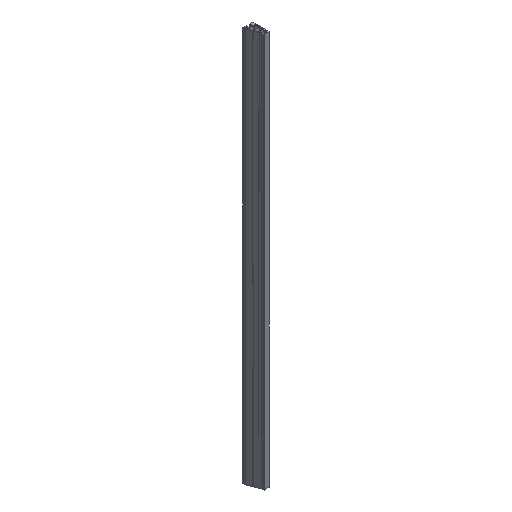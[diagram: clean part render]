
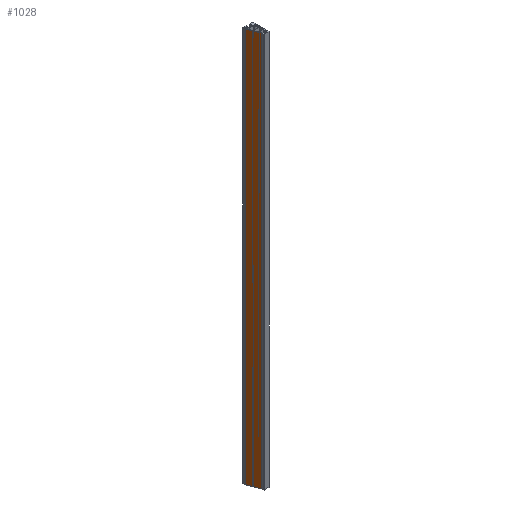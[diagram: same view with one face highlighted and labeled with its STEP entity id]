
A CAD part, isometric view. The second image highlights one B-rep face of the part: STEP entity #1028.
In plain terms, the highlighted planar face has unit normal (-0.934, -0.358, 0).
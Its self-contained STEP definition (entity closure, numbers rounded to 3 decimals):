
#14 = VERTEX_POINT ( 'NONE', #1083 ) ;
#96 = CARTESIAN_POINT ( 'NONE',  ( -15., -7.26, 0. ) ) ;
#141 = LINE ( 'NONE', #255, #1638 ) ;
#213 = VECTOR ( 'NONE', #397, 1000. ) ;
#214 = VERTEX_POINT ( 'NONE', #465 ) ;
#251 = FACE_OUTER_BOUND ( 'NONE', #1691, .T. ) ;
#255 = CARTESIAN_POINT ( 'NONE',  ( -8.236, -24.88, 0. ) ) ;
#345 = CARTESIAN_POINT ( 'NONE',  ( -1.473, -42.5, 1200. ) ) ;
#371 = ORIENTED_EDGE ( 'NONE', *, *, #923, .T. ) ;
#397 = DIRECTION ( 'NONE',  ( -0.358, 0.934, 0. ) ) ;
#465 = CARTESIAN_POINT ( 'NONE',  ( -1.473, -42.5, 0. ) ) ;
#473 = VERTEX_POINT ( 'NONE', #345 ) ;
#488 = EDGE_CURVE ( 'NONE', #473, #14, #1443, .T. ) ;
#530 = PLANE ( 'NONE',  #632 ) ;
#546 = LINE ( 'NONE', #1615, #1597 ) ;
#568 = CARTESIAN_POINT ( 'NONE',  ( -15., -7.26, 0. ) ) ;
#632 = AXIS2_PLACEMENT_3D ( 'NONE', #1390, #1104, #837 ) ;
#770 = VECTOR ( 'NONE', #784, 1000. ) ;
#784 = DIRECTION ( 'NONE',  ( 0., 0., -1. ) ) ;
#837 = DIRECTION ( 'NONE',  ( 0.358, -0.934, 0. ) ) ;
#873 = EDGE_CURVE ( 'NONE', #14, #1091, #1598, .T. ) ;
#912 = ORIENTED_EDGE ( 'NONE', *, *, #1366, .T. ) ;
#923 = EDGE_CURVE ( 'NONE', #1091, #214, #141, .T. ) ;
#961 = DIRECTION ( 'NONE',  ( 0.358, -0.934, 0. ) ) ;
#1028 = ADVANCED_FACE ( 'NONE', ( #251 ), #530, .T. ) ;
#1083 = CARTESIAN_POINT ( 'NONE',  ( -15., -7.26, 1200. ) ) ;
#1091 = VERTEX_POINT ( 'NONE', #568 ) ;
#1104 = DIRECTION ( 'NONE',  ( -0.934, -0.358, 0. ) ) ;
#1366 = EDGE_CURVE ( 'NONE', #214, #473, #546, .T. ) ;
#1390 = CARTESIAN_POINT ( 'NONE',  ( -8.236, -24.88, 0. ) ) ;
#1403 = ORIENTED_EDGE ( 'NONE', *, *, #488, .T. ) ;
#1443 = LINE ( 'NONE', #1765, #213 ) ;
#1597 = VECTOR ( 'NONE', #1624, 1000. ) ;
#1598 = LINE ( 'NONE', #96, #770 ) ;
#1615 = CARTESIAN_POINT ( 'NONE',  ( -1.473, -42.5, 0. ) ) ;
#1624 = DIRECTION ( 'NONE',  ( 0., 0., 1. ) ) ;
#1638 = VECTOR ( 'NONE', #961, 1000. ) ;
#1665 = ORIENTED_EDGE ( 'NONE', *, *, #873, .T. ) ;
#1691 = EDGE_LOOP ( 'NONE', ( #371, #912, #1403, #1665 ) ) ;
#1765 = CARTESIAN_POINT ( 'NONE',  ( -8.236, -24.88, 1200. ) ) ;
